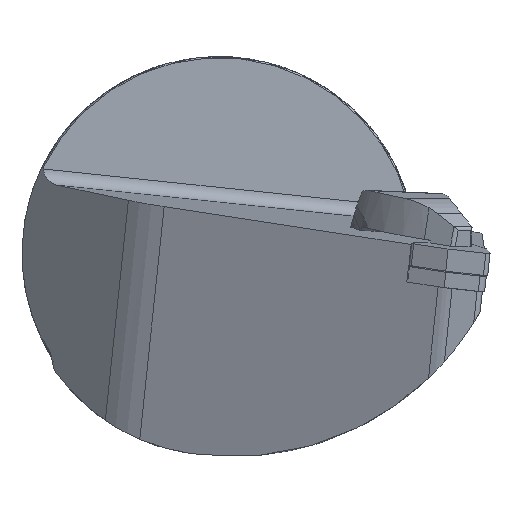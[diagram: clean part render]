
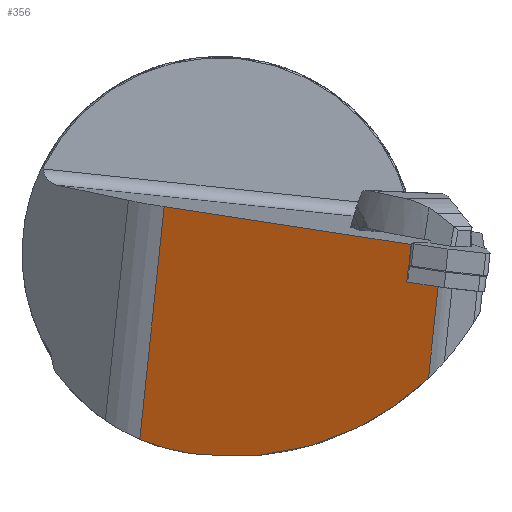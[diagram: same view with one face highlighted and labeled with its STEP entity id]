
A CAD part, left-side view. The second image highlights one B-rep face of the part: STEP entity #356.
In plain terms, the highlighted planar face has unit normal (-0.906, 0.42, -0.051).
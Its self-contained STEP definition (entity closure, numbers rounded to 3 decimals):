
#250=FACE_OUTER_BOUND('',#613,.T.);
#356=ADVANCED_FACE('',(#250),#475,.F.);
#475=PLANE('',#2319);
#538=ELLIPSE('',#2317,63.475,57.5);
#539=ELLIPSE('',#2318,45.26,41.);
#613=EDGE_LOOP('',(#884,#885,#886,#887,#888,#889,#890,#891,#892,#893));
#884=ORIENTED_EDGE('',*,*,#1681,.T.);
#885=ORIENTED_EDGE('',*,*,#1682,.F.);
#886=ORIENTED_EDGE('',*,*,#1683,.T.);
#887=ORIENTED_EDGE('',*,*,#1684,.T.);
#888=ORIENTED_EDGE('',*,*,#1685,.T.);
#889=ORIENTED_EDGE('',*,*,#1679,.F.);
#890=ORIENTED_EDGE('',*,*,#1659,.F.);
#891=ORIENTED_EDGE('',*,*,#1686,.T.);
#892=ORIENTED_EDGE('',*,*,#1687,.T.);
#893=ORIENTED_EDGE('',*,*,#1688,.T.);
#1455=VERTEX_POINT('',#3091);
#1456=VERTEX_POINT('',#3093);
#1473=VERTEX_POINT('',#3261);
#1474=VERTEX_POINT('',#3265);
#1475=VERTEX_POINT('',#3266);
#1476=VERTEX_POINT('',#3268);
#1477=VERTEX_POINT('',#3270);
#1478=VERTEX_POINT('',#3272);
#1479=VERTEX_POINT('',#3275);
#1480=VERTEX_POINT('',#3277);
#1659=EDGE_CURVE('',#1455,#1456,#1956,.T.);
#1679=EDGE_CURVE('',#1456,#1473,#1971,.T.);
#1681=EDGE_CURVE('',#1474,#1475,#538,.T.);
#1682=EDGE_CURVE('',#1476,#1475,#1973,.T.);
#1683=EDGE_CURVE('',#1476,#1477,#1974,.T.);
#1684=EDGE_CURVE('',#1477,#1478,#1975,.T.);
#1685=EDGE_CURVE('',#1478,#1473,#1976,.T.);
#1686=EDGE_CURVE('',#1455,#1479,#1977,.T.);
#1687=EDGE_CURVE('',#1479,#1480,#539,.T.);
#1688=EDGE_CURVE('',#1480,#1474,#1978,.T.);
#1956=LINE('',#3092,#2113);
#1971=LINE('',#3260,#2128);
#1973=LINE('',#3267,#2130);
#1974=LINE('',#3269,#2131);
#1975=LINE('',#3271,#2132);
#1976=LINE('',#3273,#2133);
#1977=LINE('',#3274,#2134);
#1978=LINE('',#3278,#2135);
#2113=VECTOR('',#2518,1.);
#2128=VECTOR('',#2549,1.);
#2130=VECTOR('',#2555,1.);
#2131=VECTOR('',#2556,1.);
#2132=VECTOR('',#2557,1.);
#2133=VECTOR('',#2558,1.);
#2134=VECTOR('',#2559,1.);
#2135=VECTOR('',#2562,1.);
#2317=AXIS2_PLACEMENT_3D('',#3264,#2553,#2554);
#2318=AXIS2_PLACEMENT_3D('',#3276,#2560,#2561);
#2319=AXIS2_PLACEMENT_3D('',#3279,#2563,#2564);
#2518=DIRECTION('',(-0.41,-0.901,-0.138));
#2549=DIRECTION('',(0.105,0.104,-0.989));
#2553=DIRECTION('',(-0.906,0.42,-0.052));
#2554=DIRECTION('',(0.424,0.899,-0.11));
#2555=DIRECTION('',(0.105,0.104,-0.989));
#2556=DIRECTION('',(0.41,0.901,0.138));
#2557=DIRECTION('',(-0.105,-0.104,0.989));
#2558=DIRECTION('',(0.41,0.901,0.138));
#2559=DIRECTION('',(0.105,0.104,-0.989));
#2560=DIRECTION('',(-0.906,0.42,-0.052));
#2561=DIRECTION('',(0.424,0.899,-0.11));
#2562=DIRECTION('',(-0.421,-0.907,0.));
#2563=DIRECTION('',(0.906,-0.42,0.052));
#2564=DIRECTION('',(0.421,0.907,0.));
#3091=CARTESIAN_POINT('',(27.552,11.136,9.51));
#3092=CARTESIAN_POINT('',(1.869,-45.263,0.868));
#3093=CARTESIAN_POINT('',(4.726,-38.99,1.83));
#3260=CARTESIAN_POINT('',(3.708,-40.003,11.463));
#3261=CARTESIAN_POINT('',(5.223,-38.495,-2.878));
#3264=CARTESIAN_POINT('',(20.707,-2.786,16.263));
#3265=CARTESIAN_POINT('',(21.546,-8.,-41.));
#3266=CARTESIAN_POINT('',(4.636,-42.512,-25.307));
#3267=CARTESIAN_POINT('',(8.632,-38.537,-63.125));
#3268=CARTESIAN_POINT('',(2.668,-44.469,-6.688));
#3269=CARTESIAN_POINT('',(5.854,-37.472,-5.616));
#3270=CARTESIAN_POINT('',(5.441,-38.379,-5.755));
#3271=CARTESIAN_POINT('',(11.405,-32.447,-62.192));
#3272=CARTESIAN_POINT('',(5.14,-38.678,-2.906));
#3273=CARTESIAN_POINT('',(-1.166,-52.527,-5.028));
#3274=CARTESIAN_POINT('',(34.315,17.862,-54.483));
#3275=CARTESIAN_POINT('',(32.542,16.099,-37.707));
#3276=CARTESIAN_POINT('',(22.925,0.,0.));
#3277=CARTESIAN_POINT('',(25.258,0.,-41.));
#3278=CARTESIAN_POINT('',(7.596,-38.056,-41.));
#3279=CARTESIAN_POINT('',(8.632,-38.537,-63.125));
